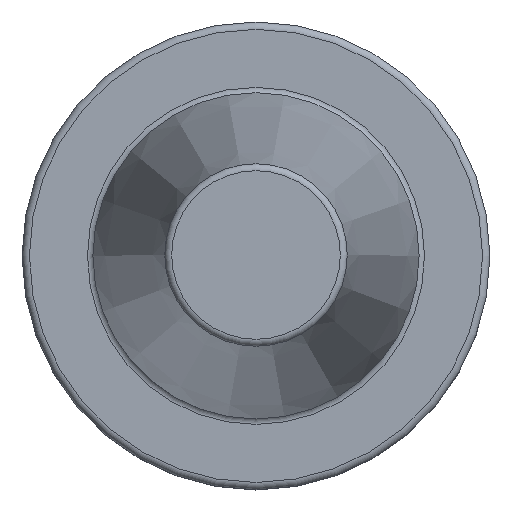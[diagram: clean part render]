
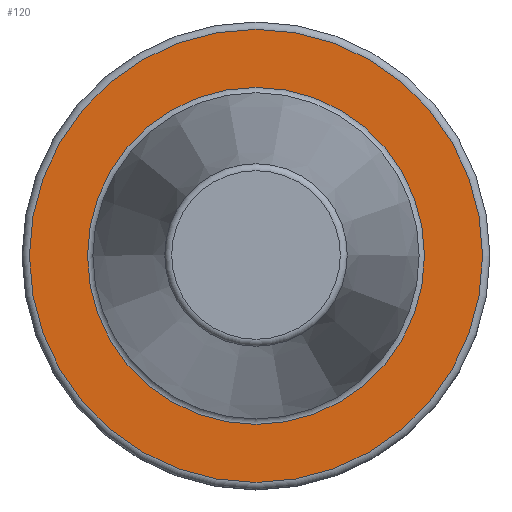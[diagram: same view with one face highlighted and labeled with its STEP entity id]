
A CAD part, top view. The second image highlights one B-rep face of the part: STEP entity #120.
In plain terms, the highlighted planar face has unit normal (0, 0, 1).
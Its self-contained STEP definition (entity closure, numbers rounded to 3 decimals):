
#66=FACE_BOUND('',#167,.T.);
#67=FACE_BOUND('',#168,.T.);
#120=ADVANCED_FACE('',(#66,#67),#146,.T.);
#146=PLANE('',#380);
#167=EDGE_LOOP('',(#227));
#168=EDGE_LOOP('',(#228));
#227=ORIENTED_EDGE('',*,*,#312,.T.);
#228=ORIENTED_EDGE('',*,*,#311,.F.);
#281=VERTEX_POINT('',#569);
#282=VERTEX_POINT('',#572);
#311=EDGE_CURVE('',#281,#281,#341,.T.);
#312=EDGE_CURVE('',#282,#282,#342,.T.);
#341=CIRCLE('',#377,22.875);
#342=CIRCLE('',#379,30.763);
#377=AXIS2_PLACEMENT_3D('',#568,#450,#451);
#379=AXIS2_PLACEMENT_3D('',#571,#454,#455);
#380=AXIS2_PLACEMENT_3D('',#573,#456,#457);
#450=DIRECTION('',(0.0,0.0,1.0));
#451=DIRECTION('',(1.0,0.0,0.0));
#454=DIRECTION('',(0.0,0.0,1.0));
#455=DIRECTION('',(1.0,0.0,0.0));
#456=DIRECTION('',(0.0,0.0,1.0));
#457=DIRECTION('',(1.0,0.0,0.0));
#568=CARTESIAN_POINT('',(0.0,0.0,-3.2));
#569=CARTESIAN_POINT('',(22.875,0.0,-3.2));
#571=CARTESIAN_POINT('',(0.0,0.0,-3.2));
#572=CARTESIAN_POINT('',(30.763,0.0,-3.2));
#573=CARTESIAN_POINT('',(16.175,16.175,-3.2));
